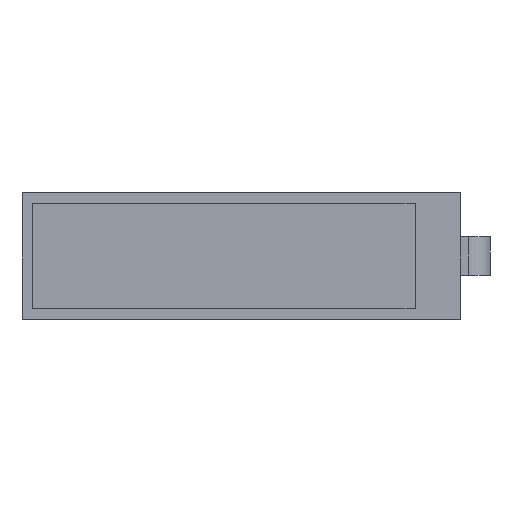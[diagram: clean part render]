
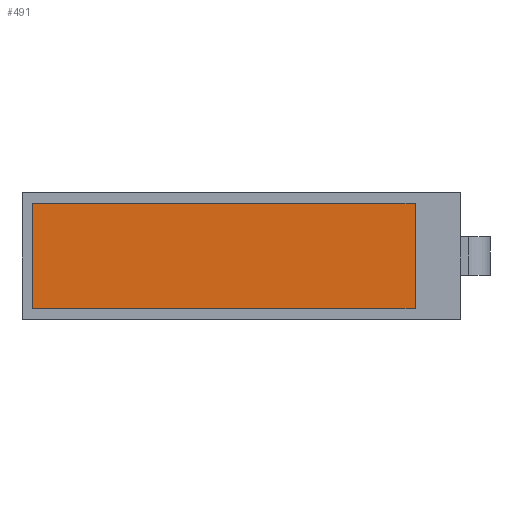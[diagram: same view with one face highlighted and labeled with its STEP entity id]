
A CAD part, top view. The second image highlights one B-rep face of the part: STEP entity #491.
In plain terms, the highlighted planar face has unit normal (0, 0, 1).
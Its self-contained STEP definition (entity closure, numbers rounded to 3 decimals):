
#45=FACE_OUTER_BOUND('',#73,.T.);
#73=EDGE_LOOP('',(#372,#373,#374,#375));
#112=LINE('',#728,#174);
#114=LINE('',#732,#176);
#116=LINE('',#736,#178);
#118=LINE('',#739,#180);
#174=VECTOR('',#592,1000.);
#176=VECTOR('',#596,1000.);
#178=VECTOR('',#600,1000.);
#180=VECTOR('',#604,1000.);
#230=VERTEX_POINT('',#725);
#231=VERTEX_POINT('',#727);
#232=VERTEX_POINT('',#731);
#233=VERTEX_POINT('',#735);
#280=EDGE_CURVE('',#231,#230,#112,.T.);
#282=EDGE_CURVE('',#232,#231,#114,.T.);
#284=EDGE_CURVE('',#233,#232,#116,.T.);
#286=EDGE_CURVE('',#230,#233,#118,.T.);
#372=ORIENTED_EDGE('',*,*,#280,.T.);
#373=ORIENTED_EDGE('',*,*,#286,.T.);
#374=ORIENTED_EDGE('',*,*,#284,.T.);
#375=ORIENTED_EDGE('',*,*,#282,.T.);
#466=PLANE('',#533);
#491=ADVANCED_FACE('',(#45),#466,.T.);
#533=AXIS2_PLACEMENT_3D('',#740,#605,#606);
#592=DIRECTION('',(0.,-1.,0.));
#596=DIRECTION('',(-1.,0.,0.));
#600=DIRECTION('',(0.,1.,0.));
#604=DIRECTION('',(1.,0.,0.));
#605=DIRECTION('center_axis',(0.,0.,1.));
#606=DIRECTION('ref_axis',(1.,0.,0.));
#725=CARTESIAN_POINT('',(-28.84,-7.3,1.4));
#727=CARTESIAN_POINT('',(-28.84,7.3,1.4));
#728=CARTESIAN_POINT('',(-28.84,-7.3,1.4));
#731=CARTESIAN_POINT('',(23.97,7.3,1.4));
#732=CARTESIAN_POINT('',(23.97,7.3,1.4));
#735=CARTESIAN_POINT('',(23.97,-7.3,1.4));
#736=CARTESIAN_POINT('',(23.97,-7.3,1.4));
#739=CARTESIAN_POINT('',(23.97,-7.3,1.4));
#740=CARTESIAN_POINT('Origin',(0.,0.,1.4));
